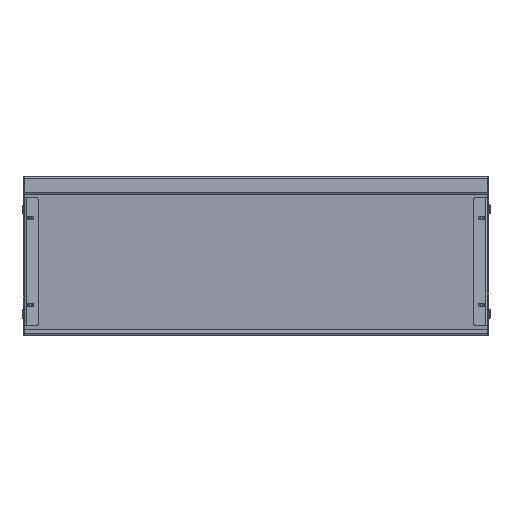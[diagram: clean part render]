
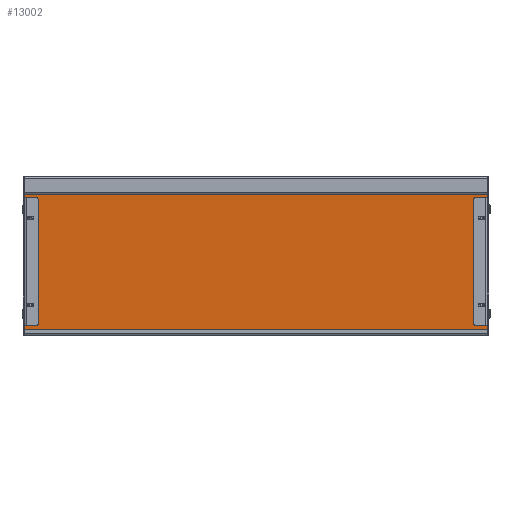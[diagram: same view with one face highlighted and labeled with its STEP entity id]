
A CAD part, front view. The second image highlights one B-rep face of the part: STEP entity #13002.
In plain terms, the highlighted planar face has unit normal (0, -0.998, -0.07).
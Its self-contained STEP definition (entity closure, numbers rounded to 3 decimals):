
#140 = DIRECTION ( 'NONE',  ( 0., 0.07, -0.998 ) ) ;
#971 = EDGE_CURVE ( 'NONE', #11573, #11857, #3299, .T. ) ;
#1213 = VECTOR ( 'NONE', #3435, 1000. ) ;
#1601 = DIRECTION ( 'NONE',  ( 0., 0.07, -0.998 ) ) ;
#1690 = PLANE ( 'NONE',  #10169 ) ;
#1957 = EDGE_CURVE ( 'NONE', #8887, #11573, #12789, .T. ) ;
#2341 = VECTOR ( 'NONE', #5383, 1000. ) ;
#2568 = EDGE_LOOP ( 'NONE', ( #8371, #6826, #3197, #6362 ) ) ;
#3197 = ORIENTED_EDGE ( 'NONE', *, *, #8097, .F. ) ;
#3299 = LINE ( 'NONE', #13162, #1213 ) ;
#3435 = DIRECTION ( 'NONE',  ( 0., -0.07, 0.998 ) ) ;
#3874 = FACE_OUTER_BOUND ( 'NONE', #2568, .T. ) ;
#3931 = CARTESIAN_POINT ( 'NONE',  ( 401.5, 18.2, -2.988 ) ) ;
#3956 = LINE ( 'NONE', #6076, #12226 ) ;
#4155 = DIRECTION ( 'NONE',  ( 0., -0.998, -0.07 ) ) ;
#4384 = VECTOR ( 'NONE', #1601, 1000. ) ;
#4768 = CARTESIAN_POINT ( 'NONE',  ( -401.5, 18.2, -2.988 ) ) ;
#5383 = DIRECTION ( 'NONE',  ( -1., 0., 0. ) ) ;
#5780 = CARTESIAN_POINT ( 'NONE',  ( 401.5, 37.139, -273.826 ) ) ;
#6076 = CARTESIAN_POINT ( 'NONE',  ( -401.5, 18.2, -2.988 ) ) ;
#6362 = ORIENTED_EDGE ( 'NONE', *, *, #8766, .F. ) ;
#6826 = ORIENTED_EDGE ( 'NONE', *, *, #1957, .F. ) ;
#8097 = EDGE_CURVE ( 'NONE', #13435, #8887, #11192, .T. ) ;
#8371 = ORIENTED_EDGE ( 'NONE', *, *, #971, .F. ) ;
#8766 = EDGE_CURVE ( 'NONE', #11857, #13435, #3956, .T. ) ;
#8848 = CARTESIAN_POINT ( 'NONE',  ( -401.5, 36.915, -270.615 ) ) ;
#8887 = VERTEX_POINT ( 'NONE', #10862 ) ;
#10169 = AXIS2_PLACEMENT_3D ( 'NONE', #10286, #4155, #140 ) ;
#10286 = CARTESIAN_POINT ( 'NONE',  ( 0., 17.897, 1.357 ) ) ;
#10862 = CARTESIAN_POINT ( 'NONE',  ( 401.5, 36.915, -270.615 ) ) ;
#11192 = LINE ( 'NONE', #5780, #4384 ) ;
#11573 = VERTEX_POINT ( 'NONE', #8848 ) ;
#11857 = VERTEX_POINT ( 'NONE', #4768 ) ;
#12226 = VECTOR ( 'NONE', #12836, 1000. ) ;
#12789 = LINE ( 'NONE', #13906, #2341 ) ;
#12836 = DIRECTION ( 'NONE',  ( 1., 0., 0. ) ) ;
#13002 = ADVANCED_FACE ( 'NONE', ( #3874 ), #1690, .T. ) ;
#13162 = CARTESIAN_POINT ( 'NONE',  ( -401.5, 18.096, -1.5 ) ) ;
#13435 = VERTEX_POINT ( 'NONE', #3931 ) ;
#13906 = CARTESIAN_POINT ( 'NONE',  ( 401.5, 36.915, -270.615 ) ) ;
